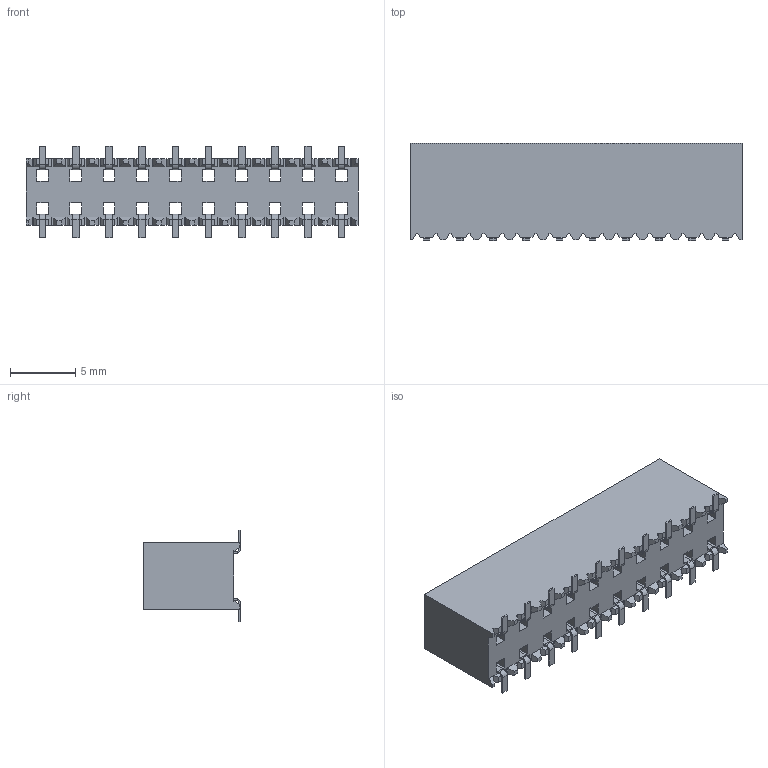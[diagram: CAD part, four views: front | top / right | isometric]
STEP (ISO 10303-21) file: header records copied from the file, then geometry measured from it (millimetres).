
FILE_DESCRIPTION(/* description */ ('Alibre Inc.'),/* implementation_level */ '2;1');
FILE_NAME(/* name */ 'export0',/* time_stamp */ '2017-10-11T10:32:08+08:00',/* author */ (''),/* organization */ (''),/* preprocessor_version */ 'ST-DEVELOPER v14',/* originating_system */ 'Alibre',/* authorisation */ '');
FILE_SCHEMA (('AUTOMOTIVE_DESIGN'));
Length unit declared in the file: inch
Bounding box: 25.4 x 7.42 x 7.04 mm (x, y, z)
Volume: 784.2 mm3; surface area: 1386 mm2
Topology: 2 solids, 2 shells, 485 faces, 1440 edges, 960 vertices
Faces by surface type: plane 445, cylinder 40
Entity records: 15913 total; most frequent: CARTESIAN_POINT 2889, ORIENTED_EDGE 2880, DIRECTION 2053, EDGE_CURVE 1440, VECTOR 1360, LINE 1360, VERTEX_POINT 960, AXIS2_PLACEMENT_3D 569
